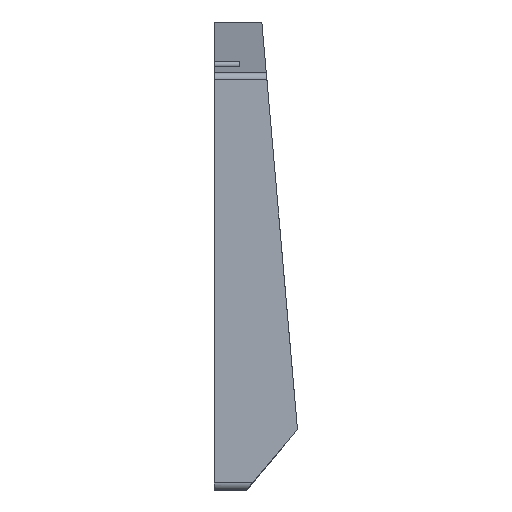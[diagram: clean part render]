
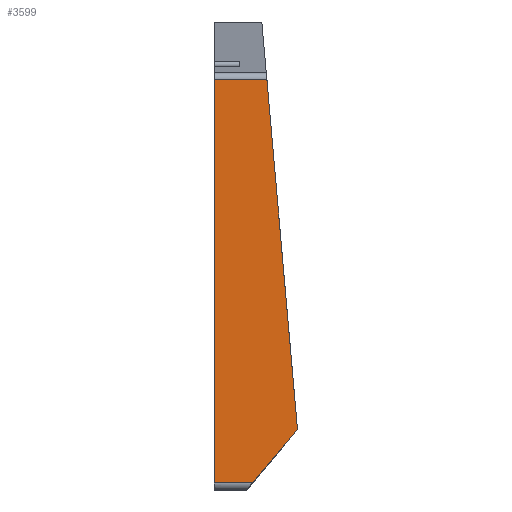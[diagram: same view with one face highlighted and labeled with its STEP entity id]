
A CAD part, left-side view. The second image highlights one B-rep face of the part: STEP entity #3599.
In plain terms, the highlighted planar face has unit normal (-1, 0, 0).
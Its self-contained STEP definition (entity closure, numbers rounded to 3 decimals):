
#130=PLANE('',#3951);
#299=FACE_OUTER_BOUND('',#495,.T.);
#495=EDGE_LOOP('',(#3214,#3215,#3216,#3217,#3218));
#789=LINE('',#5732,#1081);
#999=LINE('',#8835,#1291);
#1014=LINE('',#8907,#1306);
#1029=LINE('',#8973,#1321);
#1030=LINE('',#8975,#1322);
#1081=VECTOR('',#4125,10.);
#1291=VECTOR('',#4735,10.);
#1306=VECTOR('',#4790,10.);
#1321=VECTOR('',#4875,10.);
#1322=VECTOR('',#4878,10.);
#1440=VERTEX_POINT('',#5729);
#1441=VERTEX_POINT('',#5731);
#1668=VERTEX_POINT('',#8832);
#1669=VERTEX_POINT('',#8834);
#1682=VERTEX_POINT('',#8906);
#1811=EDGE_CURVE('',#1441,#1440,#789,.T.);
#2167=EDGE_CURVE('',#1669,#1668,#999,.T.);
#2197=EDGE_CURVE('',#1682,#1669,#1014,.T.);
#2229=EDGE_CURVE('',#1440,#1682,#1029,.T.);
#2230=EDGE_CURVE('',#1441,#1668,#1030,.T.);
#3214=ORIENTED_EDGE('',*,*,#2197,.T.);
#3215=ORIENTED_EDGE('',*,*,#2167,.T.);
#3216=ORIENTED_EDGE('',*,*,#2230,.F.);
#3217=ORIENTED_EDGE('',*,*,#1811,.T.);
#3218=ORIENTED_EDGE('',*,*,#2229,.T.);
#3599=ADVANCED_FACE('',(#299),#130,.T.);
#3951=AXIS2_PLACEMENT_3D('',#8974,#4876,#4877);
#4125=DIRECTION('',(0.,0.,-1.));
#4735=DIRECTION('',(0.,0.087,0.996));
#4790=DIRECTION('',(0.,-0.643,0.766));
#4875=DIRECTION('',(0.,-1.,0.));
#4876=DIRECTION('center_axis',(-1.,0.,0.));
#4877=DIRECTION('ref_axis',(0.,0.,-1.));
#4878=DIRECTION('',(0.,-1.,0.));
#5729=CARTESIAN_POINT('',(-118.443,-0.1,-43.6));
#5731=CARTESIAN_POINT('',(-118.443,-0.1,42.6));
#5732=CARTESIAN_POINT('',(-118.443,-0.1,42.6));
#8832=CARTESIAN_POINT('',(-118.443,-11.297,42.6));
#8834=CARTESIAN_POINT('',(-118.443,-17.839,-32.182));
#8835=CARTESIAN_POINT('',(-118.443,-12.905,24.22));
#8906=CARTESIAN_POINT('',(-118.443,-8.259,-43.6));
#8907=CARTESIAN_POINT('',(-118.443,-27.166,-21.067));
#8973=CARTESIAN_POINT('',(-118.443,-0.1,-43.6));
#8974=CARTESIAN_POINT('Origin',(-118.443,-0.1,42.6));
#8975=CARTESIAN_POINT('',(-118.443,-0.1,42.6));
